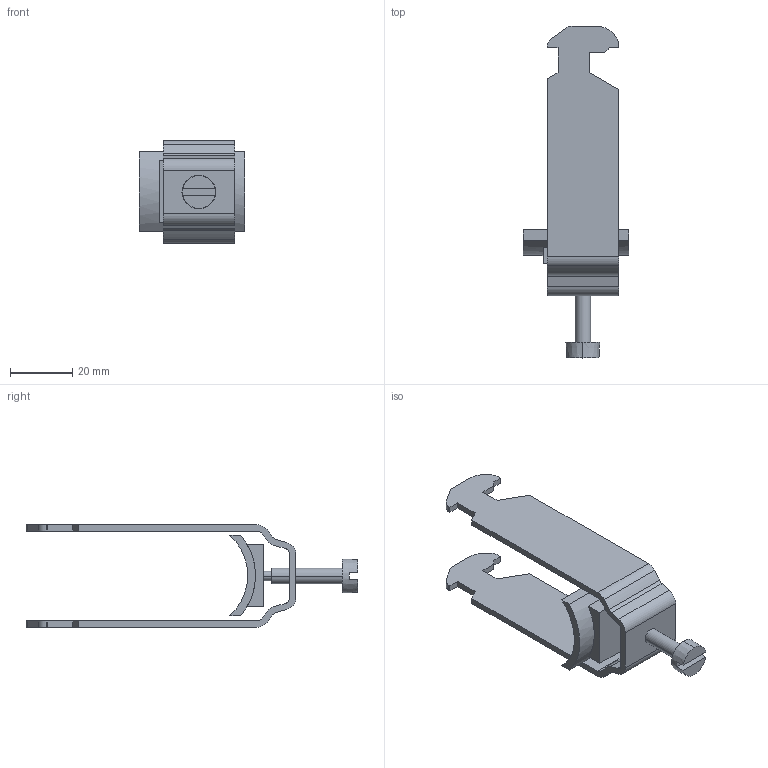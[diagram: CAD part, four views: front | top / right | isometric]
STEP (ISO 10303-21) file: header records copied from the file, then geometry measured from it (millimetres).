
FILE_DESCRIPTION((''),'2;1');
FILE_NAME('1161288_ASM','2015-06-18T',('AndreasKeweloh'),(''),'CREO PARAMETRIC BY PTC INC, 2015080','CREO PARAMETRIC BY PTC INC, 2015080','');
FILE_SCHEMA(('CONFIG_CONTROL_DESIGN'));
Length unit declared in the file: millimetre
Products named in the file (6): 1183230_SCHRAUBE_M8_5; 11832309SCHELLENKOERPER_3; 1183230KUNSTSTOFF-DRUCKW_5; 1183230KUNSTST_BEFEST_ASM_5_ASM; 1183230_ASM_6_ASM; 1161288_ASM
Assembly tree (5 placements, depth 4):
  1161288_ASM
    1183230_ASM_6_ASM
      1183230_SCHRAUBE_M8_5
      11832309SCHELLENKOERPER_3
      1183230KUNSTST_BEFEST_ASM_5_ASM
        1183230KUNSTSTOFF-DRUCKW_5
Bounding box: 34 x 107 x 33 mm (x, y, z)
Volume: 13053.7 mm3; surface area: 12660.2 mm2
Topology: 3 solids, 3 shells, 85 faces, 232 edges, 156 vertices
Faces by surface type: plane 53, cylinder 30, cone 2
Entity records: 2894 total; most frequent: CARTESIAN_POINT 505, DIRECTION 502, ORIENTED_EDGE 464, EDGE_CURVE 232, AXIS2_PLACEMENT_3D 174, VERTEX_POINT 156, VECTOR 154, LINE 154
